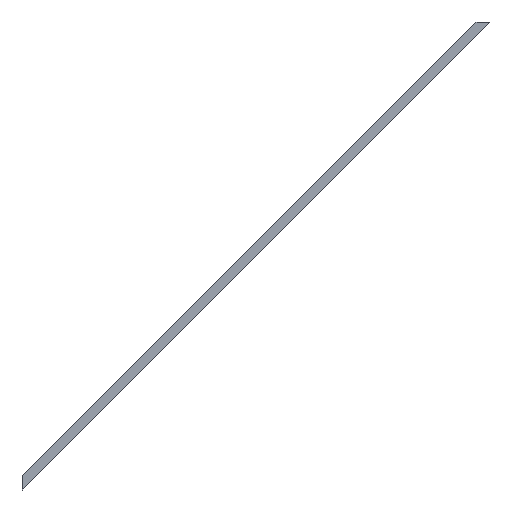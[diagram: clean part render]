
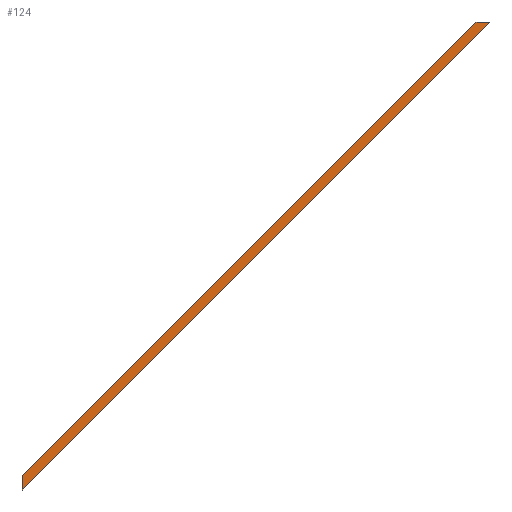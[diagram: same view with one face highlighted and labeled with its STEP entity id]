
A CAD part, front view. The second image highlights one B-rep face of the part: STEP entity #124.
In plain terms, the highlighted planar face has unit normal (0, -1, 0).
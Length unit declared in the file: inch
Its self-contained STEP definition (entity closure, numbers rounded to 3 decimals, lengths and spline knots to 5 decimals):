
#30=FACE_OUTER_BOUND('',#36,.T.);
#36=EDGE_LOOP('',(#106,#107,#108,#109));
#38=LINE('',#174,#54);
#45=LINE('',#188,#61);
#47=LINE('',#192,#63);
#49=LINE('',#195,#65);
#54=VECTOR('',#144,0.3937);
#61=VECTOR('',#155,154.91169);
#63=VECTOR('',#159,0.3937);
#65=VECTOR('',#163,158.91169);
#70=VERTEX_POINT('',#172);
#71=VERTEX_POINT('',#173);
#76=VERTEX_POINT('',#187);
#77=VERTEX_POINT('',#191);
#78=EDGE_CURVE('',#70,#71,#38,.T.);
#85=EDGE_CURVE('',#70,#76,#45,.T.);
#87=EDGE_CURVE('',#77,#76,#47,.T.);
#89=EDGE_CURVE('',#77,#71,#49,.T.);
#106=ORIENTED_EDGE('',*,*,#78,.T.);
#107=ORIENTED_EDGE('',*,*,#89,.F.);
#108=ORIENTED_EDGE('',*,*,#87,.T.);
#109=ORIENTED_EDGE('',*,*,#85,.F.);
#118=PLANE('',#138);
#124=ADVANCED_FACE('',(#30),#118,.F.);
#138=AXIS2_PLACEMENT_3D('',#194,#161,#162);
#144=DIRECTION('',(0.,0.,-1.));
#155=DIRECTION('',(0.707,0.,0.707));
#159=DIRECTION('',(-1.,0.,0.022));
#161=DIRECTION('center_axis',(0.,1.,0.));
#162=DIRECTION('ref_axis',(1.,0.,0.));
#163=DIRECTION('',(-0.707,0.,-0.707));
#172=CARTESIAN_POINT('',(19.11565,0.,-90.42345));
#173=CARTESIAN_POINT('',(19.11565,0.,-93.25188));
#174=CARTESIAN_POINT('',(19.11565,0.,0.));
#187=CARTESIAN_POINT('',(109.5995,0.,0.0604));
#188=CARTESIAN_POINT('',(0.,0.,-109.53911));
#191=CARTESIAN_POINT('',(112.36753,0.,0.));
#192=CARTESIAN_POINT('',(111.66043,0.,0.01543));
#194=CARTESIAN_POINT('Origin',(0.,0.,0.));
#195=CARTESIAN_POINT('',(112.36753,0.,0.));
